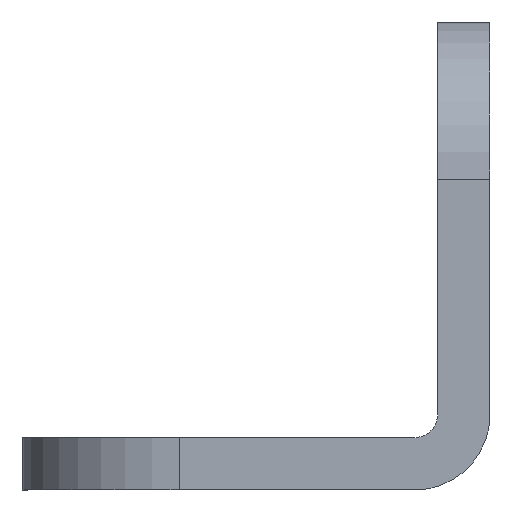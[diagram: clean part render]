
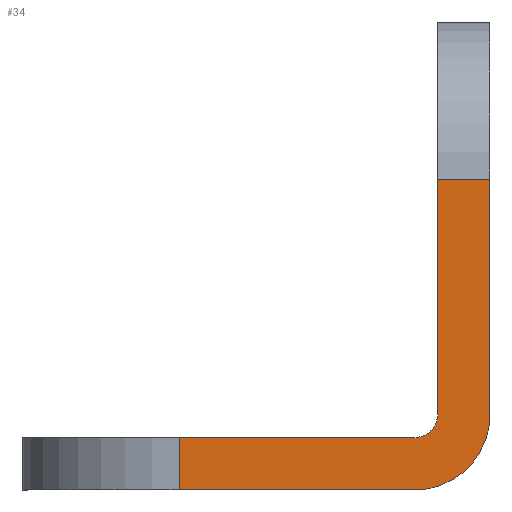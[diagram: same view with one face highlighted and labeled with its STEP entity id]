
A CAD part, left-side view. The second image highlights one B-rep face of the part: STEP entity #34.
In plain terms, the highlighted planar face has unit normal (-1, 0, 0).
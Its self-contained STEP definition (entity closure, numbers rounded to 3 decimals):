
#4 = AXIS2_PLACEMENT_3D ( 'NONE', #47, #1443, #670 ) ;
#34 = ADVANCED_FACE ( 'NONE', ( #1382 ), #342, .T. ) ;
#47 = CARTESIAN_POINT ( 'NONE',  ( 0., 0.7, -12. ) ) ;
#59 = CARTESIAN_POINT ( 'NONE',  ( 0., -1.6, -12. ) ) ;
#61 = DIRECTION ( 'NONE',  ( 0., 0., -1. ) ) ;
#85 = LINE ( 'NONE', #1487, #660 ) ;
#197 = CARTESIAN_POINT ( 'NONE',  ( 0., 0.7, -12. ) ) ;
#198 = EDGE_CURVE ( 'NONE', #1430, #635, #315, .T. ) ;
#212 = DIRECTION ( 'NONE',  ( 1., 0., 0. ) ) ;
#258 = CARTESIAN_POINT ( 'NONE',  ( 0., -1.6, -4.8 ) ) ;
#295 = ORIENTED_EDGE ( 'NONE', *, *, #1101, .F. ) ;
#297 = ORIENTED_EDGE ( 'NONE', *, *, #1480, .F. ) ;
#315 = LINE ( 'NONE', #527, #1211 ) ;
#317 = EDGE_LOOP ( 'NONE', ( #1332, #295, #1191, #910, #297, #548, #1098, #1366 ) ) ;
#319 = CARTESIAN_POINT ( 'NONE',  ( 0., 0.7, -14.3 ) ) ;
#325 = CARTESIAN_POINT ( 'NONE',  ( 0., -1.6, -4.8 ) ) ;
#342 = PLANE ( 'NONE',  #1042 ) ;
#343 = DIRECTION ( 'NONE',  ( 0., -1., 0. ) ) ;
#375 = VECTOR ( 'NONE', #61, 1000. ) ;
#427 = CARTESIAN_POINT ( 'NONE',  ( 0., 7.9, -12.7 ) ) ;
#440 = DIRECTION ( 'NONE',  ( 0., 1., 0. ) ) ;
#452 = CARTESIAN_POINT ( 'NONE',  ( 0., 0., -12.7 ) ) ;
#478 = CARTESIAN_POINT ( 'NONE',  ( 0., 0., -12. ) ) ;
#498 = CARTESIAN_POINT ( 'NONE',  ( 0., 0., -4.8 ) ) ;
#514 = VECTOR ( 'NONE', #1401, 1000. ) ;
#527 = CARTESIAN_POINT ( 'NONE',  ( 0., 7.9, -14.3 ) ) ;
#541 = VERTEX_POINT ( 'NONE', #478 ) ;
#548 = ORIENTED_EDGE ( 'NONE', *, *, #1074, .F. ) ;
#549 = DIRECTION ( 'NONE',  ( 0., 0., 1. ) ) ;
#573 = LINE ( 'NONE', #452, #1239 ) ;
#598 = EDGE_CURVE ( 'NONE', #734, #761, #1011, .T. ) ;
#635 = VERTEX_POINT ( 'NONE', #427 ) ;
#636 = VERTEX_POINT ( 'NONE', #1231 ) ;
#660 = VECTOR ( 'NONE', #440, 1000. ) ;
#670 = DIRECTION ( 'NONE',  ( 0., 0., 1. ) ) ;
#701 = VECTOR ( 'NONE', #869, 1000. ) ;
#734 = VERTEX_POINT ( 'NONE', #59 ) ;
#751 = CARTESIAN_POINT ( 'NONE',  ( 0., 0., 0. ) ) ;
#755 = CARTESIAN_POINT ( 'NONE',  ( 0., -1.6, 0. ) ) ;
#761 = VERTEX_POINT ( 'NONE', #325 ) ;
#830 = LINE ( 'NONE', #258, #514 ) ;
#869 = DIRECTION ( 'NONE',  ( 0., 0., 1. ) ) ;
#887 = EDGE_CURVE ( 'NONE', #761, #1379, #830, .T. ) ;
#910 = ORIENTED_EDGE ( 'NONE', *, *, #198, .F. ) ;
#1007 = CIRCLE ( 'NONE', #1219, 2.3 ) ;
#1011 = LINE ( 'NONE', #755, #701 ) ;
#1039 = DIRECTION ( 'NONE',  ( -1., 0., 0. ) ) ;
#1042 = AXIS2_PLACEMENT_3D ( 'NONE', #1262, #1039, #1509 ) ;
#1074 = EDGE_CURVE ( 'NONE', #734, #1502, #1007, .T. ) ;
#1098 = ORIENTED_EDGE ( 'NONE', *, *, #598, .T. ) ;
#1101 = EDGE_CURVE ( 'NONE', #636, #541, #1316, .T. ) ;
#1191 = ORIENTED_EDGE ( 'NONE', *, *, #1300, .F. ) ;
#1211 = VECTOR ( 'NONE', #1212, 1000. ) ;
#1212 = DIRECTION ( 'NONE',  ( 0., 0., 1. ) ) ;
#1219 = AXIS2_PLACEMENT_3D ( 'NONE', #197, #212, #549 ) ;
#1231 = CARTESIAN_POINT ( 'NONE',  ( 0., 0.7, -12.7 ) ) ;
#1239 = VECTOR ( 'NONE', #343, 1000. ) ;
#1262 = CARTESIAN_POINT ( 'NONE',  ( 0., -1.6, 0. ) ) ;
#1300 = EDGE_CURVE ( 'NONE', #635, #636, #573, .T. ) ;
#1311 = CARTESIAN_POINT ( 'NONE',  ( 0., 7.9, -14.3 ) ) ;
#1316 = CIRCLE ( 'NONE', #4, 0.7 ) ;
#1332 = ORIENTED_EDGE ( 'NONE', *, *, #1456, .T. ) ;
#1366 = ORIENTED_EDGE ( 'NONE', *, *, #887, .T. ) ;
#1379 = VERTEX_POINT ( 'NONE', #498 ) ;
#1382 = FACE_OUTER_BOUND ( 'NONE', #317, .T. ) ;
#1401 = DIRECTION ( 'NONE',  ( 0., 1., 0. ) ) ;
#1430 = VERTEX_POINT ( 'NONE', #1311 ) ;
#1443 = DIRECTION ( 'NONE',  ( -1., 0., 0. ) ) ;
#1454 = LINE ( 'NONE', #751, #375 ) ;
#1456 = EDGE_CURVE ( 'NONE', #1379, #541, #1454, .T. ) ;
#1480 = EDGE_CURVE ( 'NONE', #1502, #1430, #85, .T. ) ;
#1487 = CARTESIAN_POINT ( 'NONE',  ( 0., 12.7, -14.3 ) ) ;
#1502 = VERTEX_POINT ( 'NONE', #319 ) ;
#1509 = DIRECTION ( 'NONE',  ( 0., 0., 1. ) ) ;
